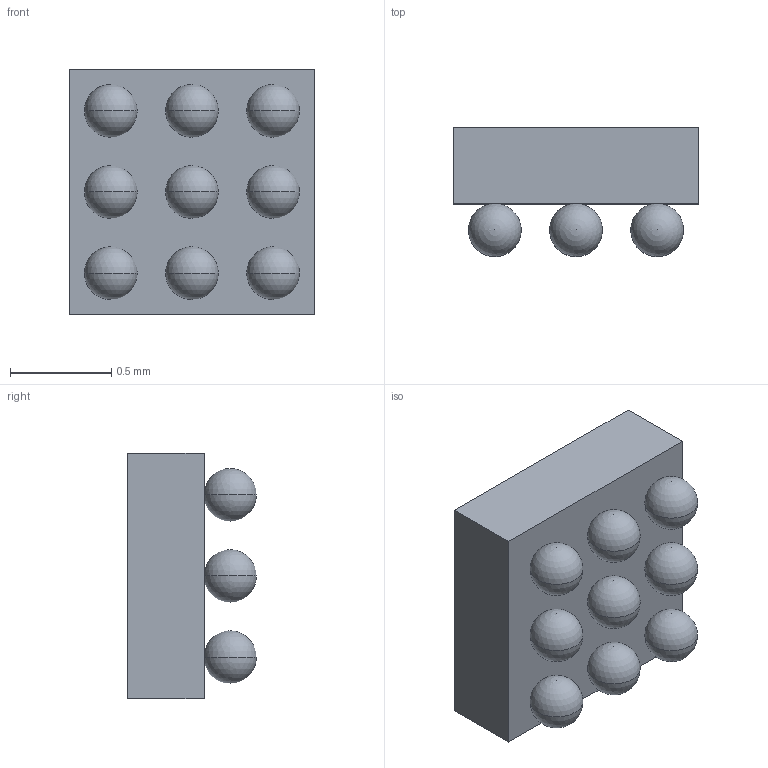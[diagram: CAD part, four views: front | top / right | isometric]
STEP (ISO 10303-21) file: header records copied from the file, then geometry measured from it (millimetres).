
FILE_DESCRIPTION (( 'STEP AP214' ), '1' );
FILE_NAME ('WLCSP-9_1.21x1.21_P0.4.step', '2024-08-18T06:10:52+00:00', 'Stefan Hamminga', '', '', '', '');
FILE_SCHEMA (( 'AUTOMOTIVE_DESIGN' ));
Length unit declared in the file: millimetre
Products named in the file (1): WLCSP-9_1.21x1.21_P0.4
Bounding box: 1.21 x 0.64 x 1.21 mm (x, y, z)
Volume: 0.6 mm3; surface area: 6.6 mm2
Topology: 1 solids, 1 shells, 25 faces, 95 edges, 64 vertices
Faces by surface type: sphere 18, plane 7
Entity records: 790 total; most frequent: DIRECTION 140, CARTESIAN_POINT 113, ORIENTED_EDGE 100, AXIS2_PLACEMENT_3D 64, EDGE_CURVE 50, CIRCLE 38, VERTEX_POINT 37, EDGE_LOOP 35
